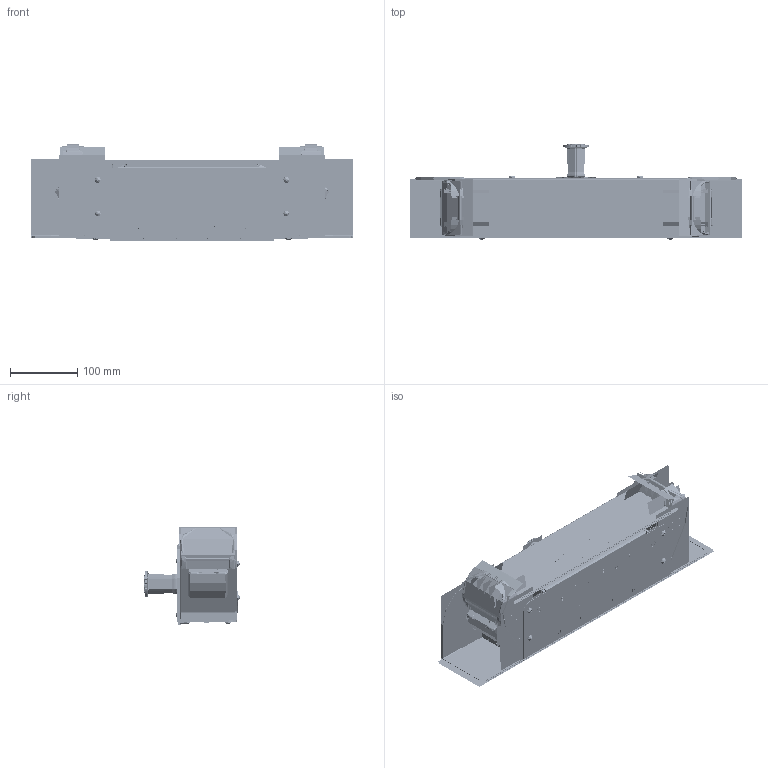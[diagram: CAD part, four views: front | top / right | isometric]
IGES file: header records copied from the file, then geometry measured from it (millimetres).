
Start section:  PTC IGES file: 193931.igs
Global section: file name: 193931.igs; native system: Creo Parametric by PTC Inc.; preprocessor: 2019292; author: PDMAdmin; organization: Unknown; date: 20201124.154452; units: millimetre
Bounding box: 492.96 x 141.52 x 144.12 mm (x, y, z)
Volume: 1108980.8 mm3; surface area: 9835587.3 mm2
Topology: 101 solids, 135 shells, 19680 faces, 110890 edges, 147029 vertices
Faces by surface type: bspline 10012, revolution 9340, extrusion 328
